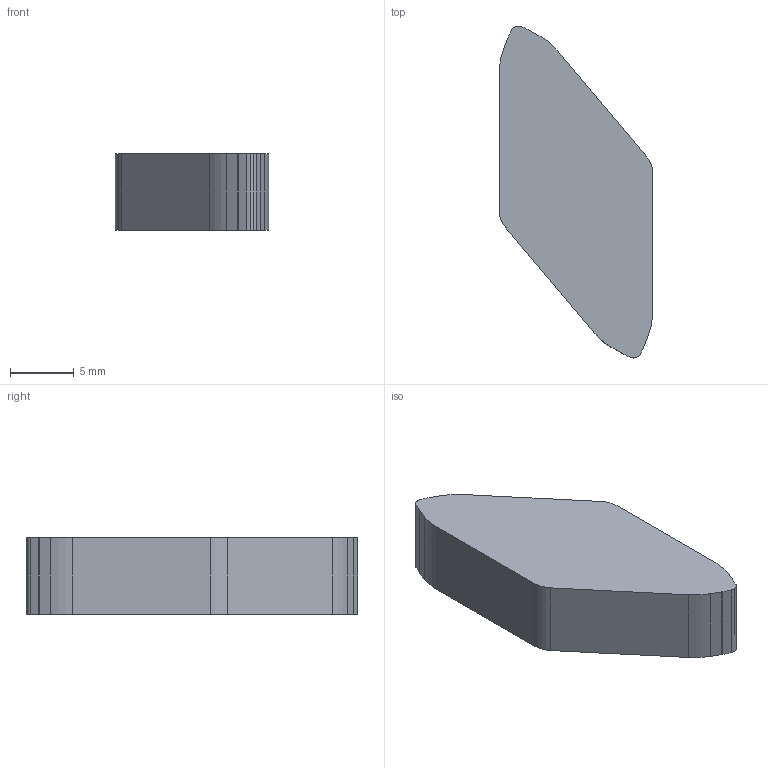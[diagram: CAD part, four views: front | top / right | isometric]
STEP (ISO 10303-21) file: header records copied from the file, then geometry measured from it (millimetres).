
FILE_DESCRIPTION(/* description */ (''),/* implementation_level */ '2;1');
FILE_NAME(/* name */ 'aaa356458_a.stp',/* time_stamp */ '2021-11-30T13:42:30+01:00',/* author */ (''),/* organization */ ('SMS'),/* preprocessor_version */ 'ST-DEVELOPER v16.7',/* originating_system */ 'SIEMENS PLM Software NX 12.0',/* authorisation */ '');
FILE_SCHEMA (('AUTOMOTIVE_DESIGN { 1 0 10303 214 3 1 1 1 }'));
Length unit declared in the file: millimetre
Products named in the file (1): AAA356458_A
Bounding box: 12 x 25.95 x 6 mm (x, y, z)
Volume: 1253.6 mm3; surface area: 787.9 mm2
Topology: 1 solids, 1 shells, 30 faces, 85 edges, 59 vertices
Faces by surface type: cylinder 20, plane 10
Entity records: 1207 total; most frequent: CARTESIAN_POINT 332, DIRECTION 190, ORIENTED_EDGE 168, EDGE_CURVE 84, AXIS2_PLACEMENT_3D 73, VERTEX_POINT 56, LINE 44, VECTOR 44
